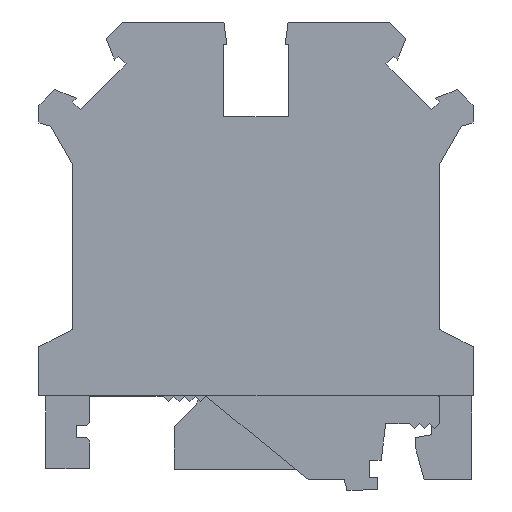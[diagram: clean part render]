
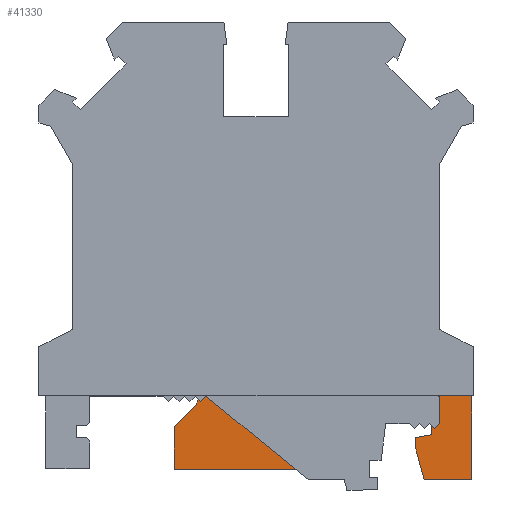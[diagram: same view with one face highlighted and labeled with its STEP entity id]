
A CAD part, left-side view. The second image highlights one B-rep face of the part: STEP entity #41330.
In plain terms, the highlighted face is planar.
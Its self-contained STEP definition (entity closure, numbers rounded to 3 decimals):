
#39900=CARTESIAN_POINT('',(14.313,10.118,4.325))
;
#39910=VERTEX_POINT('',#39900);
#39940=CARTESIAN_POINT('',(0.225,-21.526,
4.325));
#39950=DIRECTION('',(-0.407,-0.914,0.));
#39960=VECTOR('',#39950,1.);
#39970=LINE('',#39940,#39960);
#39980=CARTESIAN_POINT('',(13.912,9.217,
4.325));
#39990=VERTEX_POINT('',#39980);
#40000=EDGE_CURVE('',#39910,#39990,#39970,.T.);
#40140=CARTESIAN_POINT('',(-18.123,2.108,
4.325));
#40150=DIRECTION('',(0.,0.,1.));
#40160=DIRECTION('',(1.,0.,0.));
#40170=AXIS2_PLACEMENT_3D('',#40140,#40150,#40160);
#40180=PLANE('',#40170);
#40190=CARTESIAN_POINT('',(40.903,-21.526,4.325)
);
#40200=DIRECTION('',(0.,1.,0.));
#40210=VECTOR('',#40200,1.);
#40220=LINE('',#40190,#40210);
#40230=CARTESIAN_POINT('',(40.903,1.917,4.325));
#40240=VERTEX_POINT('',#40230);
#40250=CARTESIAN_POINT('',(40.903,10.118,4.325));
#40260=VERTEX_POINT('',#40250);
#40270=EDGE_CURVE('',#40240,#40260,#40220,.T.);
#40280=ORIENTED_EDGE('',*,*,#40270,.T.);
#40290=CARTESIAN_POINT('',(-68.604,1.917,4.325))
;
#40300=DIRECTION('',(1.,0.,0.));
#40310=VECTOR('',#40300,1.);
#40320=LINE('',#40290,#40310);
#40330=CARTESIAN_POINT('',(36.26,1.917,
4.325));
#40340=VERTEX_POINT('',#40330);
#40350=EDGE_CURVE('',#40340,#40240,#40320,.T.);
#40360=ORIENTED_EDGE('',*,*,#40350,.T.);
#40370=CARTESIAN_POINT('',(42.542,-21.526,
4.325));
#40380=DIRECTION('',(0.259,-0.966,0.));
#40390=VECTOR('',#40380,1.);
#40400=LINE('',#40370,#40390);
#40410=CARTESIAN_POINT('',(35.403,5.117,4.325))
;
#40420=VERTEX_POINT('',#40410);
#40430=EDGE_CURVE('',#40420,#40340,#40400,.T.);
#40440=ORIENTED_EDGE('',*,*,#40430,.T.);
#40450=CARTESIAN_POINT('',(35.403,-21.526,4.325)
);
#40460=DIRECTION('',(0.,-1.,0.));
#40470=VECTOR('',#40460,1.);
#40480=LINE('',#40450,#40470);
#40490=CARTESIAN_POINT('',(35.403,6.035,4.325))
;
#40500=VERTEX_POINT('',#40490);
#40510=EDGE_CURVE('',#40500,#40420,#40480,.T.);
#40520=ORIENTED_EDGE('',*,*,#40510,.T.);
#40530=CARTESIAN_POINT('',(-68.604,-12.304,4.325)
);
#40540=DIRECTION('',(-0.985,-0.174,0.));
#40550=VECTOR('',#40540,1.);
#40560=LINE('',#40530,#40550);
#40570=CARTESIAN_POINT('',(37.003,6.317,4.325))
;
#40580=VERTEX_POINT('',#40570);
#40590=EDGE_CURVE('',#40580,#40500,#40560,.T.);
#40600=ORIENTED_EDGE('',*,*,#40590,.T.);
#40610=CARTESIAN_POINT('',(37.003,-21.526,4.325)
);
#40620=DIRECTION('',(0.,-1.,0.));
#40630=VECTOR('',#40620,1.);
#40640=LINE('',#40610,#40630);
#40650=CARTESIAN_POINT('',(37.003,8.187,4.325))
;
#40660=VERTEX_POINT('',#40650);
#40670=EDGE_CURVE('',#40660,#40580,#40640,.T.);
#40680=ORIENTED_EDGE('',*,*,#40670,.T.);
#40690=CARTESIAN_POINT('',(-68.604,87.768,4.325)
);
#40700=DIRECTION('',(0.799,-0.602,0.));
#40710=VECTOR('',#40700,1.);
#40720=LINE('',#40690,#40710);
#40730=CARTESIAN_POINT('',(35.503,9.317,4.325))
;
#40740=VERTEX_POINT('',#40730);
#40750=EDGE_CURVE('',#40740,#40660,#40720,.T.);
#40760=ORIENTED_EDGE('',*,*,#40750,.T.);
#40770=CARTESIAN_POINT('',(-68.604,9.317,4.325)
);
#40780=DIRECTION('',(1.,0.,0.));
#40790=VECTOR('',#40780,1.);
#40800=LINE('',#40770,#40790);
#40810=CARTESIAN_POINT('',(31.187,9.317,
4.325));
#40820=VERTEX_POINT('',#40810);
#40830=EDGE_CURVE('',#40820,#40740,#40800,.T.);
#40840=ORIENTED_EDGE('',*,*,#40830,.T.);
#40850=CARTESIAN_POINT('',(31.187,4.317,
4.325));
#40860=DIRECTION('',(0.,0.,1.));
#40870=DIRECTION('',(1.,0.,0.));
#40880=AXIS2_PLACEMENT_3D('',#40850,#40860,#40870);
#40890=CIRCLE('',#40880,5.);
#40900=CARTESIAN_POINT('',(27.091,7.185,
4.325));
#40910=VERTEX_POINT('',#40900);
#40920=EDGE_CURVE('',#40820,#40910,#40890,.T.);
#40930=ORIENTED_EDGE('',*,*,#40920,.F.);
#40940=CARTESIAN_POINT('',(6.988,-21.526,
4.325));
#40950=DIRECTION('',(0.574,0.819,0.));
#40960=VECTOR('',#40950,1.);
#40970=LINE('',#40940,#40960);
#40980=CARTESIAN_POINT('',(24.103,2.917,4.325));
#40990=VERTEX_POINT('',#40980);
#41000=EDGE_CURVE('',#40990,#40910,#40970,.T.);
#41010=ORIENTED_EDGE('',*,*,#41000,.T.);
#41020=CARTESIAN_POINT('',(-68.604,2.917,4.325))
;
#41030=DIRECTION('',(1.,0.,0.));
#41040=VECTOR('',#41030,1.);
#41050=LINE('',#41020,#41040);
#41060=CARTESIAN_POINT('',(11.803,2.917,4.325));
#41070=VERTEX_POINT('',#41060);
#41080=EDGE_CURVE('',#41070,#40990,#41050,.T.);
#41090=ORIENTED_EDGE('',*,*,#41080,.T.);
#41100=CARTESIAN_POINT('',(11.803,-21.526,4.325)
);
#41110=DIRECTION('',(0.,-1.,0.));
#41120=VECTOR('',#41110,1.);
#41130=LINE('',#41100,#41120);
#41140=CARTESIAN_POINT('',(11.803,7.108,4.325))
;
#41150=VERTEX_POINT('',#41140);
#41160=EDGE_CURVE('',#41150,#41070,#41130,.T.);
#41170=ORIENTED_EDGE('',*,*,#41160,.T.);
#41180=CARTESIAN_POINT('',(-68.604,-73.299,4.325
));
#41190=DIRECTION('',(-0.707,-0.707,0.));
#41200=VECTOR('',#41190,1.);
#41210=LINE('',#41180,#41200);
#41220=EDGE_CURVE('',#39990,#41150,#41210,.T.);
#41230=ORIENTED_EDGE('',*,*,#41220,.T.);
#41240=ORIENTED_EDGE('',*,*,#40000,.T.);
#41250=CARTESIAN_POINT('',(0.,10.118,
4.325));
#41260=DIRECTION('',(1.,0.,0.));
#41270=VECTOR('',#41260,1.);
#41280=LINE('',#41250,#41270);
#41290=EDGE_CURVE('',#39910,#40260,#41280,.T.);
#41300=ORIENTED_EDGE('',*,*,#41290,.F.);
#41310=EDGE_LOOP('',(#41300,#41240,#41230,#41170,#41090,#41010,#40930,
#40840,#40760,#40680,#40600,#40520,#40440,#40360,#40280));
#41320=FACE_OUTER_BOUND('',#41310,.T.);
#41330=ADVANCED_FACE('',(#41320),#40180,.T.);
